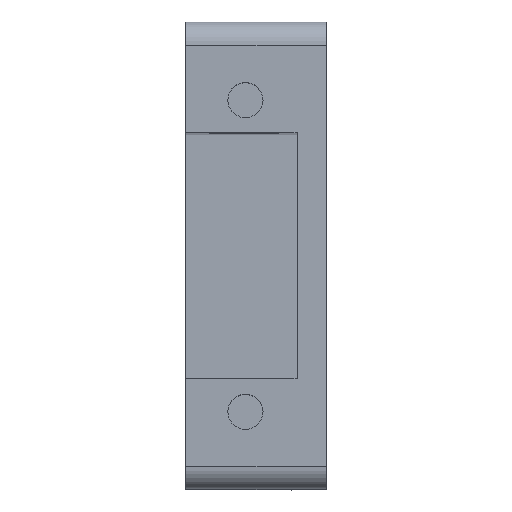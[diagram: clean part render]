
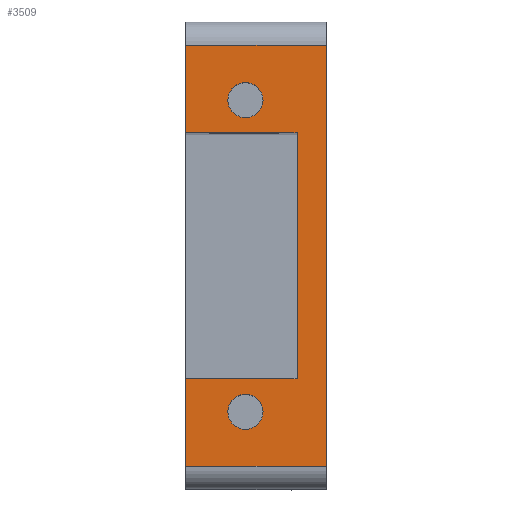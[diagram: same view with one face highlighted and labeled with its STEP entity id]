
A CAD part, top view. The second image highlights one B-rep face of the part: STEP entity #3509.
In plain terms, the highlighted planar face has unit normal (0, 0, 1).
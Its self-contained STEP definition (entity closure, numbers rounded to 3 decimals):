
#46=FACE_BOUND('',#477,.T.);
#47=FACE_BOUND('',#478,.T.);
#106=CIRCLE('',#3754,1.5);
#107=CIRCLE('',#3755,1.5);
#283=FACE_OUTER_BOUND('',#476,.T.);
#476=EDGE_LOOP('',(#2434,#2435,#2436,#2437,#2438,#2439,#2440,#2441));
#477=EDGE_LOOP('',(#2442));
#478=EDGE_LOOP('',(#2443));
#723=LINE('',#5223,#1095);
#727=LINE('',#5231,#1099);
#754=LINE('',#5317,#1126);
#756=LINE('',#5323,#1128);
#757=LINE('',#5325,#1129);
#758=LINE('',#5326,#1130);
#759=LINE('',#5328,#1131);
#760=LINE('',#5329,#1132);
#1095=VECTOR('',#4146,10.);
#1099=VECTOR('',#4150,10.);
#1126=VECTOR('',#4213,2.);
#1128=VECTOR('',#4219,10.);
#1129=VECTOR('',#4220,10.);
#1130=VECTOR('',#4221,10.);
#1131=VECTOR('',#4222,10.);
#1132=VECTOR('',#4223,10.);
#1484=VERTEX_POINT('',#5220);
#1485=VERTEX_POINT('',#5222);
#1488=VERTEX_POINT('',#5228);
#1489=VERTEX_POINT('',#5230);
#1530=VERTEX_POINT('',#5316);
#1532=VERTEX_POINT('',#5322);
#1533=VERTEX_POINT('',#5324);
#1534=VERTEX_POINT('',#5327);
#1535=VERTEX_POINT('',#5330);
#1536=VERTEX_POINT('',#5332);
#1836=EDGE_CURVE('',#1485,#1484,#723,.T.);
#1840=EDGE_CURVE('',#1488,#1489,#727,.T.);
#1884=EDGE_CURVE('',#1489,#1530,#754,.T.);
#1887=EDGE_CURVE('',#1532,#1488,#756,.T.);
#1888=EDGE_CURVE('',#1533,#1532,#757,.T.);
#1889=EDGE_CURVE('',#1533,#1485,#758,.T.);
#1890=EDGE_CURVE('',#1484,#1534,#759,.T.);
#1891=EDGE_CURVE('',#1530,#1534,#760,.T.);
#1892=EDGE_CURVE('',#1535,#1535,#106,.T.);
#1893=EDGE_CURVE('',#1536,#1536,#107,.T.);
#2434=ORIENTED_EDGE('',*,*,#1840,.F.);
#2435=ORIENTED_EDGE('',*,*,#1887,.F.);
#2436=ORIENTED_EDGE('',*,*,#1888,.F.);
#2437=ORIENTED_EDGE('',*,*,#1889,.T.);
#2438=ORIENTED_EDGE('',*,*,#1836,.T.);
#2439=ORIENTED_EDGE('',*,*,#1890,.T.);
#2440=ORIENTED_EDGE('',*,*,#1891,.F.);
#2441=ORIENTED_EDGE('',*,*,#1884,.F.);
#2442=ORIENTED_EDGE('',*,*,#1892,.T.);
#2443=ORIENTED_EDGE('',*,*,#1893,.T.);
#3385=PLANE('',#3753);
#3509=ADVANCED_FACE('',(#283,#46,#47),#3385,.F.);
#3753=AXIS2_PLACEMENT_3D('',#5321,#4217,#4218);
#3754=AXIS2_PLACEMENT_3D('',#5331,#4224,#4225);
#3755=AXIS2_PLACEMENT_3D('',#5333,#4226,#4227);
#4146=DIRECTION('',(0.,-1.,0.));
#4150=DIRECTION('',(0.,1.,0.));
#4213=DIRECTION('',(1.,0.,0.));
#4217=DIRECTION('center_axis',(0.,0.,-1.));
#4218=DIRECTION('ref_axis',(-1.,0.,0.));
#4219=DIRECTION('',(-1.,0.,0.));
#4220=DIRECTION('',(0.,1.,0.));
#4221=DIRECTION('',(-1.,0.,0.));
#4222=DIRECTION('',(1.,0.,0.));
#4223=DIRECTION('',(0.,-1.,0.));
#4224=DIRECTION('center_axis',(0.,0.,-1.));
#4225=DIRECTION('ref_axis',(-1.,0.,0.));
#4226=DIRECTION('center_axis',(0.,0.,-1.));
#4227=DIRECTION('ref_axis',(-1.,0.,0.));
#5220=CARTESIAN_POINT('',(0.,-156.674,-7.296));
#5222=CARTESIAN_POINT('',(0.,-149.204,-7.296));
#5223=CARTESIAN_POINT('',(0.,-138.704,-7.296));
#5228=CARTESIAN_POINT('',(0.,-128.204,-7.296));
#5230=CARTESIAN_POINT('',(0.,-120.733,-7.296));
#5231=CARTESIAN_POINT('',(0.,-138.704,-7.296));
#5316=CARTESIAN_POINT('',(12.,-120.733,-7.296));
#5317=CARTESIAN_POINT('',(-7.007,-120.733,-7.296));
#5321=CARTESIAN_POINT('Origin',(-6.985,-138.704,-7.296));
#5322=CARTESIAN_POINT('',(9.5,-128.204,-7.296));
#5323=CARTESIAN_POINT('',(1.757,-128.204,-7.296));
#5324=CARTESIAN_POINT('',(9.5,-149.204,-7.296));
#5325=CARTESIAN_POINT('',(9.5,-143.954,-7.296));
#5326=CARTESIAN_POINT('',(1.757,-149.204,-7.296));
#5327=CARTESIAN_POINT('',(12.,-156.674,-7.296));
#5328=CARTESIAN_POINT('',(11.1,-156.674,-7.296));
#5329=CARTESIAN_POINT('',(12.,-138.704,-7.296));
#5330=CARTESIAN_POINT('',(6.6,-125.404,-7.296));
#5331=CARTESIAN_POINT('Origin',(5.1,-125.404,-7.296));
#5332=CARTESIAN_POINT('',(6.6,-152.004,-7.296));
#5333=CARTESIAN_POINT('Origin',(5.1,-152.004,-7.296));
